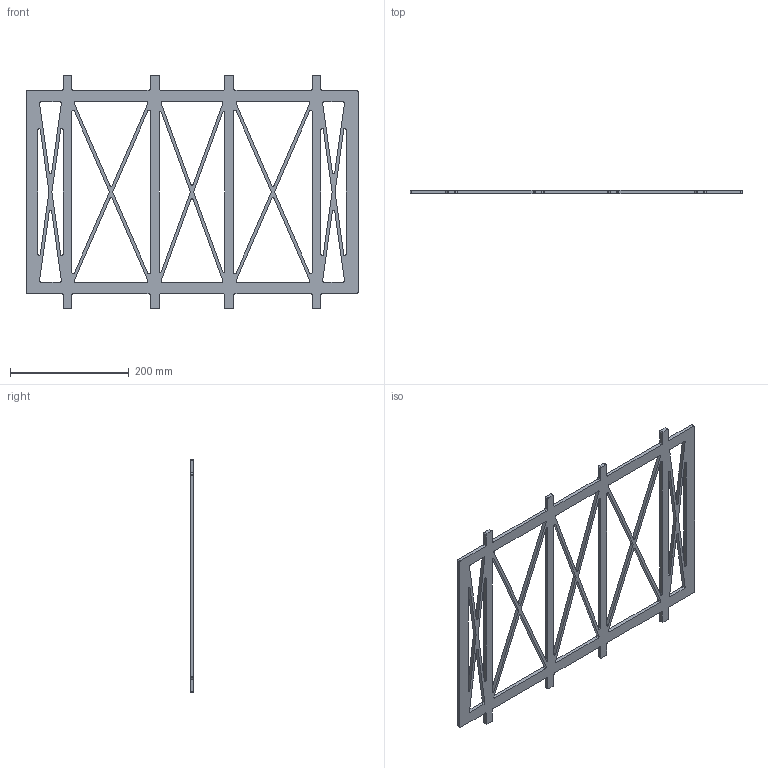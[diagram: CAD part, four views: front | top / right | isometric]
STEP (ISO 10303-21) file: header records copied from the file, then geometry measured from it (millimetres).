
FILE_DESCRIPTION (( 'STEP AP214' ), '1' );
FILE_NAME ('lid_steel_brace.STEP', '2021-02-26T22:33:54', ( '' ), ( '' ), 'SwSTEP 2.0', 'SolidWorks 2019', '' );
FILE_SCHEMA (( 'AUTOMOTIVE_DESIGN' ));
Length unit declared in the file: millimetre
Products named in the file (1): lid_steel_brace
Bounding box: 560 x 6 x 394 mm (x, y, z)
Volume: 431809.7 mm3; surface area: 210248.3 mm2
Topology: 1 solids, 1 shells, 209 faces, 621 edges, 414 vertices
Faces by surface type: cylinder 111, plane 98
Entity records: 7191 total; most frequent: DIRECTION 1263, CARTESIAN_POINT 1245, ORIENTED_EDGE 1242, EDGE_CURVE 621, AXIS2_PLACEMENT_3D 432, VERTEX_POINT 414, LINE 399, VECTOR 399
